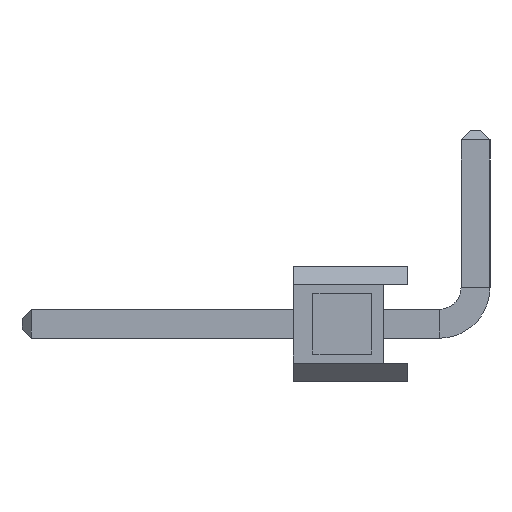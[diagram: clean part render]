
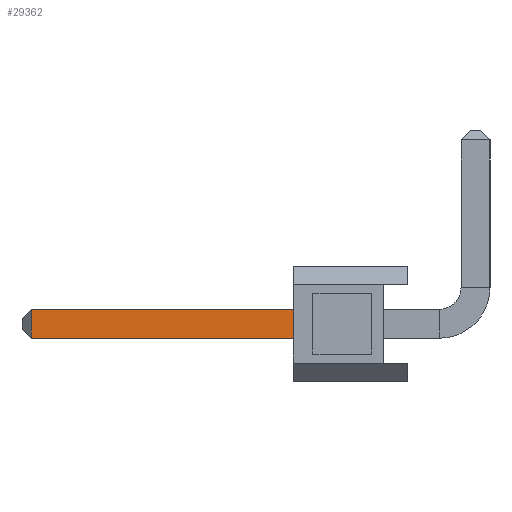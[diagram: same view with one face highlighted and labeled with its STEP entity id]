
A CAD part, left-side view. The second image highlights one B-rep face of the part: STEP entity #29362.
In plain terms, the highlighted planar face has unit normal (-1, 0, 0).
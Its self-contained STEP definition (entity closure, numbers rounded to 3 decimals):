
#320 = VECTOR ( 'NONE', #23805, 1000. ) ;
#2367 = ORIENTED_EDGE ( 'NONE', *, *, #30287, .T. ) ;
#2822 = ORIENTED_EDGE ( 'NONE', *, *, #8604, .T. ) ;
#3819 = CARTESIAN_POINT ( 'NONE',  ( -0.32, -0.7, 0.32 ) ) ;
#4406 = EDGE_LOOP ( 'NONE', ( #2822, #2367, #21234, #28565 ) ) ;
#4780 = CARTESIAN_POINT ( 'NONE',  ( -0.32, 8.34, 0.32 ) ) ;
#5375 = CARTESIAN_POINT ( 'NONE',  ( -0.32, 2.54, 0.32 ) ) ;
#6268 = AXIS2_PLACEMENT_3D ( 'NONE', #9143, #8701, #11410 ) ;
#6419 = CARTESIAN_POINT ( 'NONE',  ( -0.32, 2.54, -0.32 ) ) ;
#8604 = EDGE_CURVE ( 'NONE', #10080, #33243, #13530, .T. ) ;
#8701 = DIRECTION ( 'NONE',  ( -1., 0., 0. ) ) ;
#8702 = VECTOR ( 'NONE', #31998, 1000. ) ;
#9143 = CARTESIAN_POINT ( 'NONE',  ( -0.32, -0.7, -0.32 ) ) ;
#9265 = VERTEX_POINT ( 'NONE', #6419 ) ;
#10080 = VERTEX_POINT ( 'NONE', #5375 ) ;
#11410 = DIRECTION ( 'NONE',  ( 0., 0., 1. ) ) ;
#13530 = LINE ( 'NONE', #3819, #8702 ) ;
#13636 = EDGE_CURVE ( 'NONE', #9265, #23727, #19526, .T. ) ;
#13649 = VECTOR ( 'NONE', #19668, 1000. ) ;
#18149 = CARTESIAN_POINT ( 'NONE',  ( -0.32, -0.7, -0.32 ) ) ;
#18264 = DIRECTION ( 'NONE',  ( 0., 1., 0. ) ) ;
#18713 = VECTOR ( 'NONE', #18264, 1000. ) ;
#19526 = LINE ( 'NONE', #18149, #18713 ) ;
#19668 = DIRECTION ( 'NONE',  ( 0., 0., -1. ) ) ;
#21234 = ORIENTED_EDGE ( 'NONE', *, *, #13636, .F. ) ;
#22266 = EDGE_CURVE ( 'NONE', #10080, #9265, #25839, .T. ) ;
#23727 = VERTEX_POINT ( 'NONE', #32891 ) ;
#23805 = DIRECTION ( 'NONE',  ( 0., 0., -1. ) ) ;
#24791 = CARTESIAN_POINT ( 'NONE',  ( -0.32, 2.54, 0. ) ) ;
#25839 = LINE ( 'NONE', #24791, #13649 ) ;
#26649 = LINE ( 'NONE', #31422, #320 ) ;
#26932 = PLANE ( 'NONE',  #6268 ) ;
#28565 = ORIENTED_EDGE ( 'NONE', *, *, #22266, .F. ) ;
#29362 = ADVANCED_FACE ( 'NONE', ( #32532 ), #26932, .T. ) ;
#30287 = EDGE_CURVE ( 'NONE', #33243, #23727, #26649, .T. ) ;
#31422 = CARTESIAN_POINT ( 'NONE',  ( -0.32, 8.34, -0.32 ) ) ;
#31998 = DIRECTION ( 'NONE',  ( 0., 1., 0. ) ) ;
#32532 = FACE_OUTER_BOUND ( 'NONE', #4406, .T. ) ;
#32891 = CARTESIAN_POINT ( 'NONE',  ( -0.32, 8.34, -0.32 ) ) ;
#33243 = VERTEX_POINT ( 'NONE', #4780 ) ;
